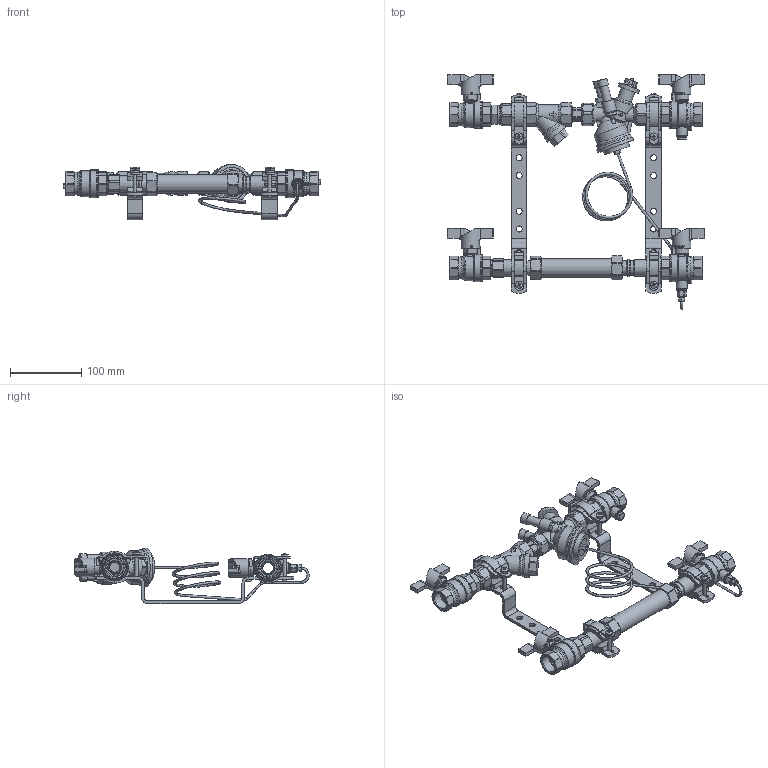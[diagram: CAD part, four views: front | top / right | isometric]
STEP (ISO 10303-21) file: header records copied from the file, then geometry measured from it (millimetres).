
FILE_DESCRIPTION (( 'STEP AP203' ), '1' );
FILE_NAME ('0000215AA_Assembly TA CIC_DN15.STEP', '2017-07-11T08:35:48', ( '' ), ( '' ), 'SwSTEP 2.0', 'SolidWorks 2015', '' );
FILE_SCHEMA (( 'CONFIG_CONTROL_DESIGN' ));
Products named in the file (1): 0000215AA_Assembly TA CIC_DN15
Bounding box: 361.98 x 329.29 x 77.8 mm (x, y, z)
Volume: 585483.2 mm3; surface area: 331807.3 mm2
Topology: 86 solids, 87 shells, 2693 faces, 6957 edges, 4443 vertices
Faces by surface type: plane 1002, cylinder 781, bspline 472, cone 405, torus 33
Full cylindrical faces by diameter (mm): 2 x2, 3.17 x5, 3.2 x6, 3.46 x2, 3.5 x1, 4 x9, 4.25 x8, 4.5 x4, 5 x5, 5.75 x2, 6 x8, 6.2 x2, 6.6 x1, 7.536 x1, 7.69 x2, 8 x13, 8.5 x8, 9 x2, 9.7 x6, 9.8 x4, 10 x6, 10.7 x18, 10.95 x4, 11.2 x6, 11.3 x4, 11.933 x2, 13 x6, 13.2 x2, 13.5 x1, 13.6 x2
Entity records: 105118 total; most frequent: CARTESIAN_POINT 48929, ORIENTED_EDGE 11372, DIRECTION 10647, EDGE_CURVE 5686, AXIS2_PLACEMENT_3D 4311, VERTEX_POINT 4006, EDGE_LOOP 3720, FACE_OUTER_BOUND 3185
